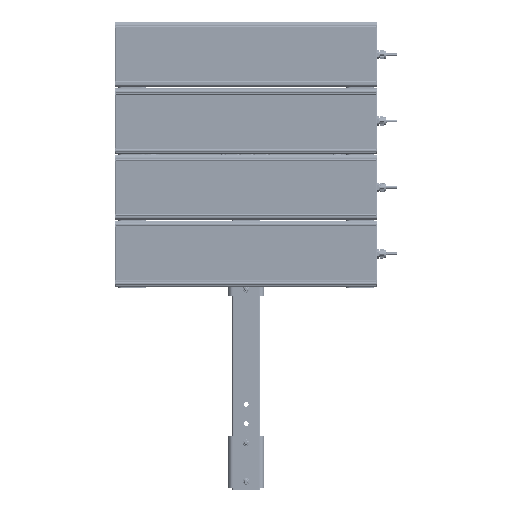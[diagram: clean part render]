
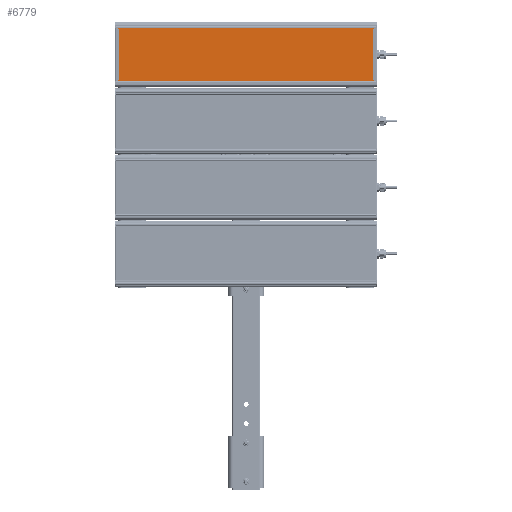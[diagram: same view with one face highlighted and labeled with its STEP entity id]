
A CAD part, front view. The second image highlights one B-rep face of the part: STEP entity #6779.
In plain terms, the highlighted face is planar.
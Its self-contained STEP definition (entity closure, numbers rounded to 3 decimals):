
#6779=ADVANCED_FACE('',(#16145),#16147,.T.);
#16145=FACE_BOUND('',#16146,.T.);
#16146=EDGE_LOOP('',(#47468,#47469,#47470,#47471));
#16147=PLANE('',#16148);
#16148=AXIS2_PLACEMENT_3D('',#16149,#16150,#16151);
#16149=CARTESIAN_POINT('',(2111.497,401.002,-34.582));
#16150=DIRECTION('',(0.,0.,-1.));
#16151=DIRECTION('',(0.,1.,0.));
#47468=ORIENTED_EDGE('',*,*,#56438,.F.);
#47469=ORIENTED_EDGE('',*,*,#56437,.T.);
#47470=ORIENTED_EDGE('',*,*,#56439,.F.);
#47471=ORIENTED_EDGE('',*,*,#56440,.F.);
#56437=EDGE_CURVE('',#63215,#63219,#63221,.T.);
#56438=EDGE_CURVE('',#63215,#63222,#63223,.T.);
#56439=EDGE_CURVE('',#63224,#63219,#63225,.T.);
#56440=EDGE_CURVE('',#63222,#63224,#63226,.T.);
#63215=VERTEX_POINT('',#83945);
#63219=VERTEX_POINT('',#83953);
#63221=LINE('',#83957,#83958);
#63222=VERTEX_POINT('',#83960);
#63223=LINE('',#83961,#83962);
#63224=VERTEX_POINT('',#83964);
#63225=LINE('',#83965,#83966);
#63226=LINE('',#83968,#83969);
#83945=CARTESIAN_POINT('',(2111.497,565.13,-34.582));
#83953=CARTESIAN_POINT('',(2857.497,565.13,-34.582));
#83957=CARTESIAN_POINT('',(2111.497,565.13,-34.582));
#83958=VECTOR('',#83959,1.);
#83959=DIRECTION('',(1.,0.,0.));
#83960=CARTESIAN_POINT('',(2111.497,401.002,-34.582));
#83961=CARTESIAN_POINT('',(2111.497,565.13,-34.582));
#83962=VECTOR('',#83963,1.);
#83963=DIRECTION('',(0.,-1.,0.));
#83964=CARTESIAN_POINT('',(2857.497,401.002,-34.582));
#83965=CARTESIAN_POINT('',(2857.497,401.002,-34.582));
#83966=VECTOR('',#83967,1.);
#83967=DIRECTION('',(0.,1.,0.));
#83968=CARTESIAN_POINT('',(2111.497,401.002,-34.582));
#83969=VECTOR('',#83970,1.);
#83970=DIRECTION('',(1.,0.,0.));
